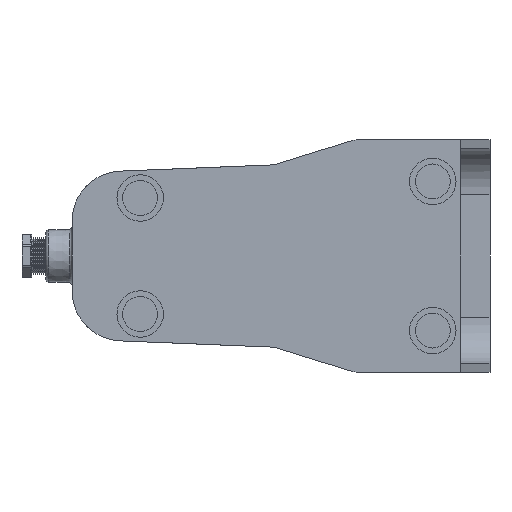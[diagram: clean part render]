
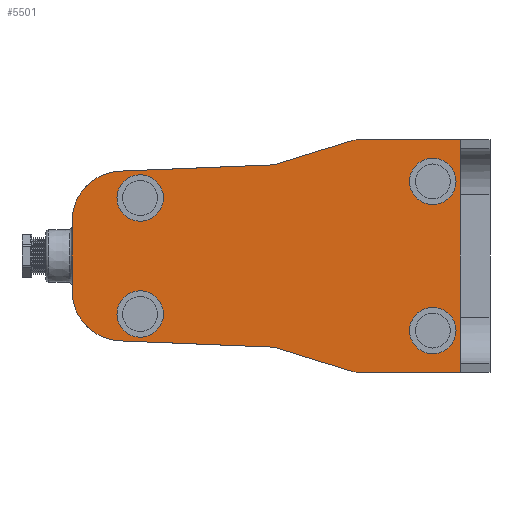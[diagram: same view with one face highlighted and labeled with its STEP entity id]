
A CAD part, front view. The second image highlights one B-rep face of the part: STEP entity #5501.
In plain terms, the highlighted planar face has unit normal (0, -1, 0).
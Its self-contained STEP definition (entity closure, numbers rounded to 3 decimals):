
#301 = EDGE_CURVE ( 'NONE', #819, #11515, #11786, .T. ) ;
#346 = ORIENTED_EDGE ( 'NONE', *, *, #14296, .T. ) ;
#447 = CARTESIAN_POINT ( 'NONE',  ( -80.64, 0., -70. ) ) ;
#484 = LINE ( 'NONE', #1189, #6577 ) ;
#546 = VECTOR ( 'NONE', #2054, 1000. ) ;
#616 = EDGE_CURVE ( 'NONE', #5442, #13183, #6638, .T. ) ;
#631 = CARTESIAN_POINT ( 'NONE',  ( -80.64, 0., 70. ) ) ;
#819 = VERTEX_POINT ( 'NONE', #631 ) ;
#877 = CARTESIAN_POINT ( 'NONE',  ( -252., 0., 70. ) ) ;
#1180 = DIRECTION ( 'NONE',  ( 0., 0., 1. ) ) ;
#1189 = CARTESIAN_POINT ( 'NONE',  ( -252., 0., -50. ) ) ;
#1251 = LINE ( 'NONE', #14095, #13549 ) ;
#1507 = VECTOR ( 'NONE', #9625, 1000. ) ;
#1571 = CARTESIAN_POINT ( 'NONE',  ( 0., 0., 70. ) ) ;
#1688 = VECTOR ( 'NONE', #7977, 1000. ) ;
#1977 = DIRECTION ( 'NONE',  ( 0., -1., 0. ) ) ;
#2041 = DIRECTION ( 'NONE',  ( 0., -1., 0. ) ) ;
#2050 = CARTESIAN_POINT ( 'NONE',  ( -130., 0., -55. ) ) ;
#2054 = DIRECTION ( 'NONE',  ( -1., 0., 0. ) ) ;
#2068 = CARTESIAN_POINT ( 'NONE',  ( -252., 0., -70. ) ) ;
#2420 = DIRECTION ( 'NONE',  ( 0.999, 0., -0.041 ) ) ;
#2753 = PLANE ( 'NONE',  #13559 ) ;
#2765 = ORIENTED_EDGE ( 'NONE', *, *, #8304, .T. ) ;
#2770 = VERTEX_POINT ( 'NONE', #13994 ) ;
#2814 = DIRECTION ( 'NONE',  ( 0., 0., 1. ) ) ;
#2836 = VECTOR ( 'NONE', #1180, 1000. ) ;
#2860 = AXIS2_PLACEMENT_3D ( 'NONE', #9171, #1977, #10338 ) ;
#2990 = CARTESIAN_POINT ( 'NONE',  ( -130., 0., -55. ) ) ;
#3557 = VERTEX_POINT ( 'NONE', #2990 ) ;
#3989 = DIRECTION ( 'NONE',  ( 0., 0., 1. ) ) ;
#3991 = DIRECTION ( 'NONE',  ( 0., -1., 0. ) ) ;
#4025 = CARTESIAN_POINT ( 'NONE',  ( -80.64, 0., 60. ) ) ;
#4082 = ORIENTED_EDGE ( 'NONE', *, *, #301, .T. ) ;
#4109 = CARTESIAN_POINT ( 'NONE',  ( -80.64, 0., -60. ) ) ;
#4209 = EDGE_CURVE ( 'NONE', #11515, #5561, #7948, .T. ) ;
#4563 = CIRCLE ( 'NONE', #9364, 10. ) ;
#4609 = EDGE_CURVE ( 'NONE', #5561, #10356, #4948, .T. ) ;
#4902 = CARTESIAN_POINT ( 'NONE',  ( -18., 0., 70. ) ) ;
#4948 = LINE ( 'NONE', #11392, #1688 ) ;
#5085 = ORIENTED_EDGE ( 'NONE', *, *, #7343, .T. ) ;
#5281 = ORIENTED_EDGE ( 'NONE', *, *, #4609, .T. ) ;
#5311 = DIRECTION ( 'NONE',  ( 0., 0., 1. ) ) ;
#5442 = VERTEX_POINT ( 'NONE', #11044 ) ;
#5501 = ADVANCED_FACE ( 'NONE', ( #10945 ), #2753, .F. ) ;
#5561 = VERTEX_POINT ( 'NONE', #14715 ) ;
#6020 = ORIENTED_EDGE ( 'NONE', *, *, #9241, .F. ) ;
#6100 = VECTOR ( 'NONE', #10421, 1000. ) ;
#6342 = VERTEX_POINT ( 'NONE', #9218 ) ;
#6370 = CIRCLE ( 'NONE', #15158, 30. ) ;
#6577 = VECTOR ( 'NONE', #2420, 1000. ) ;
#6638 = LINE ( 'NONE', #2068, #546 ) ;
#6712 = VECTOR ( 'NONE', #9307, 1000. ) ;
#7343 = EDGE_CURVE ( 'NONE', #7706, #13183, #4563, .T. ) ;
#7675 = CARTESIAN_POINT ( 'NONE',  ( -252., 0., 21.204 ) ) ;
#7706 = VERTEX_POINT ( 'NONE', #15110 ) ;
#7948 = LINE ( 'NONE', #10819, #1507 ) ;
#7968 = CARTESIAN_POINT ( 'NONE',  ( -223.228, 0., 51.179 ) ) ;
#7977 = DIRECTION ( 'NONE',  ( -0.999, 0., -0.041 ) ) ;
#8304 = EDGE_CURVE ( 'NONE', #6342, #3557, #484, .T. ) ;
#8384 = EDGE_LOOP ( 'NONE', ( #6020, #4082, #11853, #5281, #346, #13812, #8872, #2765, #11464, #5085, #8608, #15154 ) ) ;
#8390 = AXIS2_PLACEMENT_3D ( 'NONE', #4025, #3991, #3989 ) ;
#8436 = CIRCLE ( 'NONE', #2860, 30. ) ;
#8608 = ORIENTED_EDGE ( 'NONE', *, *, #616, .F. ) ;
#8649 = EDGE_CURVE ( 'NONE', #2770, #6342, #6370, .T. ) ;
#8745 = VERTEX_POINT ( 'NONE', #10555 ) ;
#8872 = ORIENTED_EDGE ( 'NONE', *, *, #8649, .T. ) ;
#9171 = CARTESIAN_POINT ( 'NONE',  ( -222., 0., 21.204 ) ) ;
#9218 = CARTESIAN_POINT ( 'NONE',  ( -223.228, 0., -51.179 ) ) ;
#9221 = CARTESIAN_POINT ( 'NONE',  ( -222., 0., -21.204 ) ) ;
#9241 = EDGE_CURVE ( 'NONE', #819, #8745, #12586, .T. ) ;
#9307 = DIRECTION ( 'NONE',  ( 1., 0., 0. ) ) ;
#9364 = AXIS2_PLACEMENT_3D ( 'NONE', #4109, #12366, #5311 ) ;
#9574 = LINE ( 'NONE', #4902, #2836 ) ;
#9625 = DIRECTION ( 'NONE',  ( -0.954, 0., -0.299 ) ) ;
#9962 = DIRECTION ( 'NONE',  ( 0., 1., 0. ) ) ;
#10338 = DIRECTION ( 'NONE',  ( 0., 0., 1. ) ) ;
#10351 = LINE ( 'NONE', #2050, #6100 ) ;
#10356 = VERTEX_POINT ( 'NONE', #7968 ) ;
#10408 = DIRECTION ( 'NONE',  ( 0., 0., 1. ) ) ;
#10421 = DIRECTION ( 'NONE',  ( 0.954, 0., -0.299 ) ) ;
#10447 = EDGE_CURVE ( 'NONE', #3557, #7706, #10351, .T. ) ;
#10555 = CARTESIAN_POINT ( 'NONE',  ( -18., 0., 70. ) ) ;
#10819 = CARTESIAN_POINT ( 'NONE',  ( -130., 0., 55. ) ) ;
#10945 = FACE_OUTER_BOUND ( 'NONE', #8384, .T. ) ;
#11044 = CARTESIAN_POINT ( 'NONE',  ( -18., 0., -70. ) ) ;
#11392 = CARTESIAN_POINT ( 'NONE',  ( -252., 0., 50. ) ) ;
#11464 = ORIENTED_EDGE ( 'NONE', *, *, #10447, .T. ) ;
#11515 = VERTEX_POINT ( 'NONE', #12588 ) ;
#11786 = CIRCLE ( 'NONE', #8390, 10. ) ;
#11853 = ORIENTED_EDGE ( 'NONE', *, *, #4209, .T. ) ;
#12357 = EDGE_CURVE ( 'NONE', #5442, #8745, #9574, .T. ) ;
#12366 = DIRECTION ( 'NONE',  ( 0., -1., 0. ) ) ;
#12586 = LINE ( 'NONE', #877, #6712 ) ;
#12588 = CARTESIAN_POINT ( 'NONE',  ( -83.632, 0., 69.542 ) ) ;
#13183 = VERTEX_POINT ( 'NONE', #447 ) ;
#13427 = EDGE_CURVE ( 'NONE', #2770, #15172, #1251, .T. ) ;
#13549 = VECTOR ( 'NONE', #15307, 1000. ) ;
#13559 = AXIS2_PLACEMENT_3D ( 'NONE', #1571, #9962, #2814 ) ;
#13812 = ORIENTED_EDGE ( 'NONE', *, *, #13427, .F. ) ;
#13994 = CARTESIAN_POINT ( 'NONE',  ( -252., 0., -21.204 ) ) ;
#14095 = CARTESIAN_POINT ( 'NONE',  ( -252., 0., -70. ) ) ;
#14296 = EDGE_CURVE ( 'NONE', #10356, #15172, #8436, .T. ) ;
#14715 = CARTESIAN_POINT ( 'NONE',  ( -130., 0., 55. ) ) ;
#15110 = CARTESIAN_POINT ( 'NONE',  ( -83.632, 0., -69.542 ) ) ;
#15154 = ORIENTED_EDGE ( 'NONE', *, *, #12357, .T. ) ;
#15158 = AXIS2_PLACEMENT_3D ( 'NONE', #9221, #2041, #10408 ) ;
#15172 = VERTEX_POINT ( 'NONE', #7675 ) ;
#15307 = DIRECTION ( 'NONE',  ( 0., 0., 1. ) ) ;
